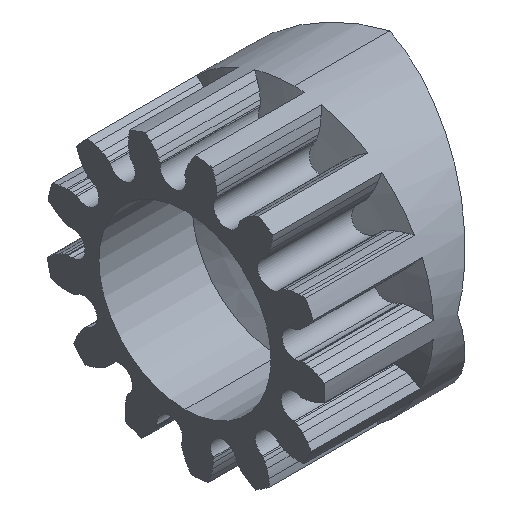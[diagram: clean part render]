
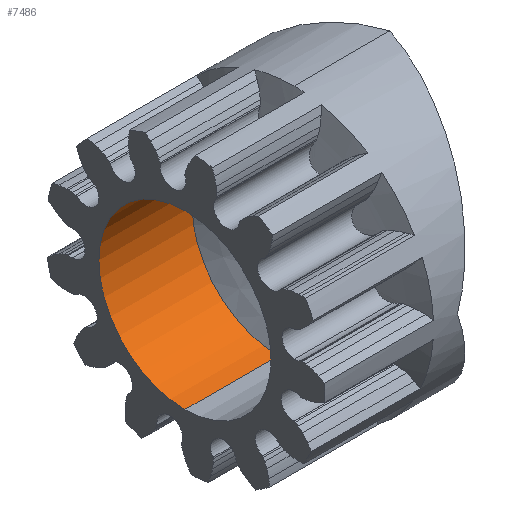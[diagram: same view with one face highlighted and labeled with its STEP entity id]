
A CAD part, isometric view. The second image highlights one B-rep face of the part: STEP entity #7486.
In plain terms, the highlighted cylindrical face has radius 9 mm (diameter 18 mm), a partial arc.
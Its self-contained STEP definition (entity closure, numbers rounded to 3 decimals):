
#337 = DIRECTION ( 'NONE',  ( 0., 0., 1. ) ) ;
#382 = DIRECTION ( 'NONE',  ( -1., 0., 0. ) ) ;
#675 = VERTEX_POINT ( 'NONE', #4259 ) ;
#748 = DIRECTION ( 'NONE',  ( 1., 0., 0. ) ) ;
#923 = CARTESIAN_POINT ( 'NONE',  ( 9.753, 0., 9. ) ) ;
#1207 = VERTEX_POINT ( 'NONE', #923 ) ;
#1211 = ORIENTED_EDGE ( 'NONE', *, *, #7698, .F. ) ;
#1542 = VERTEX_POINT ( 'NONE', #4056 ) ;
#1595 = EDGE_CURVE ( 'NONE', #1207, #1542, #5274, .T. ) ;
#1692 = DIRECTION ( 'NONE',  ( 1., 0., 0. ) ) ;
#2258 = EDGE_CURVE ( 'NONE', #675, #1207, #3706, .T. ) ;
#2393 = DIRECTION ( 'NONE',  ( 0., 0., -1. ) ) ;
#2510 = CYLINDRICAL_SURFACE ( 'NONE', #2758, 9. ) ;
#2638 = CARTESIAN_POINT ( 'NONE',  ( 0., 0., 9. ) ) ;
#2758 = AXIS2_PLACEMENT_3D ( 'NONE', #7303, #6752, #2393 ) ;
#3233 = AXIS2_PLACEMENT_3D ( 'NONE', #4098, #382, #337 ) ;
#3414 = CARTESIAN_POINT ( 'NONE',  ( 0., 0., 0. ) ) ;
#3426 = CARTESIAN_POINT ( 'NONE',  ( 0., 0., -9. ) ) ;
#3627 = VECTOR ( 'NONE', #748, 1000. ) ;
#3706 = LINE ( 'NONE', #2638, #3627 ) ;
#4009 = LINE ( 'NONE', #3426, #5787 ) ;
#4056 = CARTESIAN_POINT ( 'NONE',  ( 9.753, 0., -9. ) ) ;
#4098 = CARTESIAN_POINT ( 'NONE',  ( 9.753, 0., 0. ) ) ;
#4259 = CARTESIAN_POINT ( 'NONE',  ( 0., 0., 9. ) ) ;
#4684 = DIRECTION ( 'NONE',  ( 0., 0., -1. ) ) ;
#4910 = ORIENTED_EDGE ( 'NONE', *, *, #2258, .F. ) ;
#4944 = CARTESIAN_POINT ( 'NONE',  ( 0., 0., -9. ) ) ;
#5129 = VERTEX_POINT ( 'NONE', #4944 ) ;
#5274 = CIRCLE ( 'NONE', #3233, 9. ) ;
#5787 = VECTOR ( 'NONE', #1692, 1000. ) ;
#5894 = ORIENTED_EDGE ( 'NONE', *, *, #1595, .F. ) ;
#6464 = ORIENTED_EDGE ( 'NONE', *, *, #6969, .T. ) ;
#6752 = DIRECTION ( 'NONE',  ( 1., 0., 0. ) ) ;
#6897 = EDGE_LOOP ( 'NONE', ( #4910, #1211, #6464, #5894 ) ) ;
#6931 = AXIS2_PLACEMENT_3D ( 'NONE', #3414, #7059, #4684 ) ;
#6969 = EDGE_CURVE ( 'NONE', #5129, #1542, #4009, .T. ) ;
#7059 = DIRECTION ( 'NONE',  ( 1., 0., 0. ) ) ;
#7303 = CARTESIAN_POINT ( 'NONE',  ( 0., 0., 0. ) ) ;
#7442 = CIRCLE ( 'NONE', #6931, 9. ) ;
#7486 = ADVANCED_FACE ( 'NONE', ( #7789 ), #2510, .F. ) ;
#7698 = EDGE_CURVE ( 'NONE', #5129, #675, #7442, .T. ) ;
#7789 = FACE_OUTER_BOUND ( 'NONE', #6897, .T. ) ;
